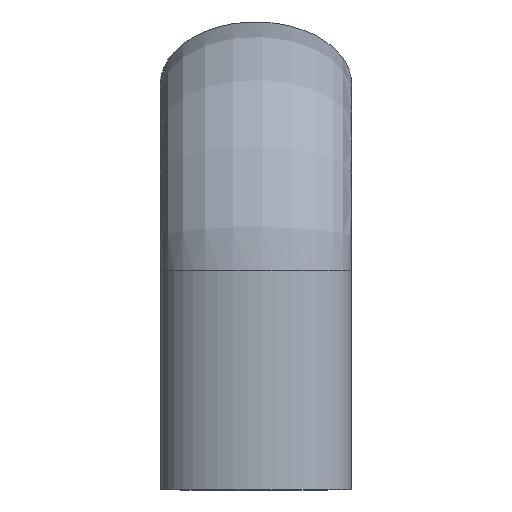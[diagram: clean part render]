
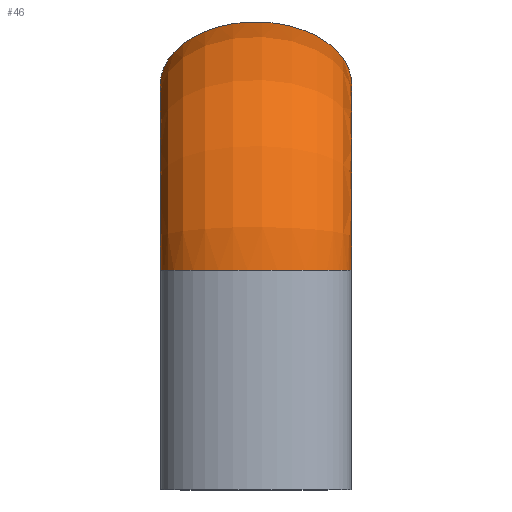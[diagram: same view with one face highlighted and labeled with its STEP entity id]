
A CAD part, left-side view. The second image highlights one B-rep face of the part: STEP entity #46.
In plain terms, the highlighted face is a revolution surface.
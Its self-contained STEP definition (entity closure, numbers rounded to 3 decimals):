
#46=ADVANCED_FACE('',(#81),#82,.T.);
#81=FACE_OUTER_BOUND('',#153,.T.);
#82=SURFACE_OF_REVOLUTION('',#154,#155);
#153=EDGE_LOOP('',(#373,#374,#375,#376));
#154=(B_SPLINE_CURVE(3,(#378,#379,#380,#381,#382,#383,#384,#385,#386,#387,#388,#389,#390,#391,#392,#393,#394),.UNSPECIFIED.,.F.,.F.)B_SPLINE_CURVE_WITH_KNOTS((4,1,3,1,3,1,3,1,4),(-2.77,-2.356,-1.942,-1.528,-1.114,-0.699,-0.285,0.129,0.543),.UNSPECIFIED.)RATIONAL_B_SPLINE_CURVE((1.172,1.057,0.943,1.057,1.172,1.057,0.943,1.057,1.172,1.057,0.943,1.057,1.172,1.057,0.943,1.057,1.172))BOUNDED_CURVE()REPRESENTATION_ITEM('')GEOMETRIC_REPRESENTATION_ITEM()CURVE());
#155=AXIS1_PLACEMENT('',#401,#402);
#373=ORIENTED_EDGE('',*,*,#681,.F.);
#374=ORIENTED_EDGE('',*,*,#682,.T.);
#375=ORIENTED_EDGE('',*,*,#683,.F.);
#376=ORIENTED_EDGE('',*,*,#684,.F.);
#378=CARTESIAN_POINT('',(0.,10.0,23.0));
#379=CARTESIAN_POINT('',(-1.698,10.0,23.0));
#380=CARTESIAN_POINT('',(-5.154,7.929,23.0));
#381=CARTESIAN_POINT('',(-6.5,2.612,23.0));
#382=CARTESIAN_POINT('',(-6.5,0.,23.0));
#383=CARTESIAN_POINT('',(-6.5,-2.612,23.0));
#384=CARTESIAN_POINT('',(-5.154,-7.929,23.0));
#385=CARTESIAN_POINT('',(-1.698,-10.0,23.0));
#386=CARTESIAN_POINT('',(0.0,-10.0,23.0));
#387=CARTESIAN_POINT('',(1.698,-10.0,23.0));
#388=CARTESIAN_POINT('',(5.154,-7.929,23.0));
#389=CARTESIAN_POINT('',(6.5,-2.612,23.0));
#390=CARTESIAN_POINT('',(6.5,0.,23.0));
#391=CARTESIAN_POINT('',(6.5,2.612,23.0));
#392=CARTESIAN_POINT('',(5.154,7.929,23.0));
#393=CARTESIAN_POINT('',(1.698,10.0,23.0));
#394=CARTESIAN_POINT('',(0.,10.0,23.0));
#401=CARTESIAN_POINT('',(19.5,10.0,23.0));
#402=DIRECTION('',(-0.0,-1.0,-0.0));
#681=EDGE_CURVE('',#747,#748,#749,.T.);
#682=EDGE_CURVE('',#747,#750,#751,.T.);
#683=EDGE_CURVE('',#752,#750,#753,.T.);
#684=EDGE_CURVE('',#748,#752,#754,.T.);
#747=VERTEX_POINT('',#851);
#748=VERTEX_POINT('',#852);
#749=CIRCLE('',#853,19.5);
#750=VERTEX_POINT('',#854);
#751=ELLIPSE('',#855,10.0,6.5);
#752=VERTEX_POINT('',#856);
#753=CIRCLE('',#857,19.5);
#754=ELLIPSE('',#858,10.0,6.5);
#851=CARTESIAN_POINT('',(19.5,-10.0,42.5));
#852=CARTESIAN_POINT('',(0.,-10.0,23.0));
#853=AXIS2_PLACEMENT_3D('',#981,#982,#983);
#854=CARTESIAN_POINT('',(19.5,10.0,42.5));
#855=AXIS2_PLACEMENT_3D('',#984,#985,#986);
#856=CARTESIAN_POINT('',(0.,10.0,23.0));
#857=AXIS2_PLACEMENT_3D('',#987,#988,#989);
#858=AXIS2_PLACEMENT_3D('',#990,#991,#992);
#981=CARTESIAN_POINT('',(19.5,-10.0,23.0));
#982=DIRECTION('',(-0.0,-1.0,-0.0));
#983=DIRECTION('',(-1.0,0.0,0.0));
#984=CARTESIAN_POINT('',(19.5,0.0,42.5));
#985=DIRECTION('',(-1.0,0.0,0.));
#986=DIRECTION('',(0.0,-1.0,0.0));
#987=CARTESIAN_POINT('',(19.5,10.0,23.0));
#988=DIRECTION('',(0.0,1.0,0.0));
#989=DIRECTION('',(-1.0,0.0,0.0));
#990=CARTESIAN_POINT('',(0.0,0.0,23.0));
#991=DIRECTION('',(-0.0,0.0,-1.0));
#992=DIRECTION('',(-0.0,-1.0,0.0));
